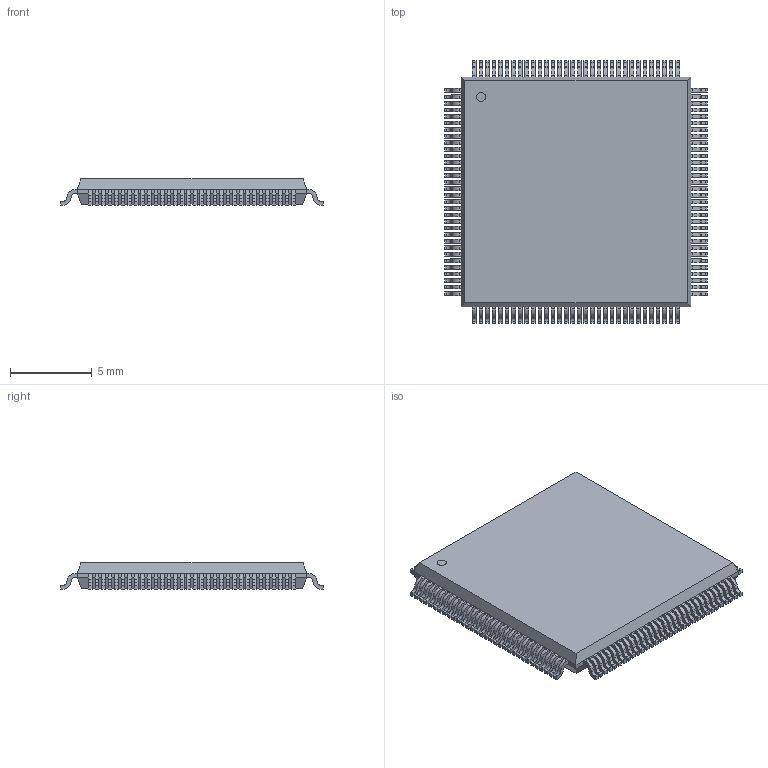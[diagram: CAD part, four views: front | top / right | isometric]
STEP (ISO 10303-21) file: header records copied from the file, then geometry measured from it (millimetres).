
FILE_DESCRIPTION(('STEP AP214'),'1');
FILE_NAME('LQFP128_14X14X1_4_NUV','2022-09-02T20:10:41',(''),(''),'','','');
FILE_SCHEMA(('AUTOMOTIVE_DESIGN'));
Length unit declared in the file: millimetre
Products named in the file (1): product
Bounding box: 16 x 16 x 1.6 mm (x, y, z)
Volume: 304.2 mm3; surface area: 635 mm2
Topology: 130 solids, 130 shells, 1809 faces, 4639 edges, 3090 vertices
Faces by surface type: plane 1296, cylinder 513
Full cylindrical faces by diameter (mm): 0.56 x1
Entity records: 52152 total; most frequent: DIRECTION 9286, ORIENTED_EDGE 9276, CARTESIAN_POINT 5415, EDGE_CURVE 4638, LINE 3612, VECTOR 3612, VERTEX_POINT 3090, AXIS2_PLACEMENT_3D 2837
